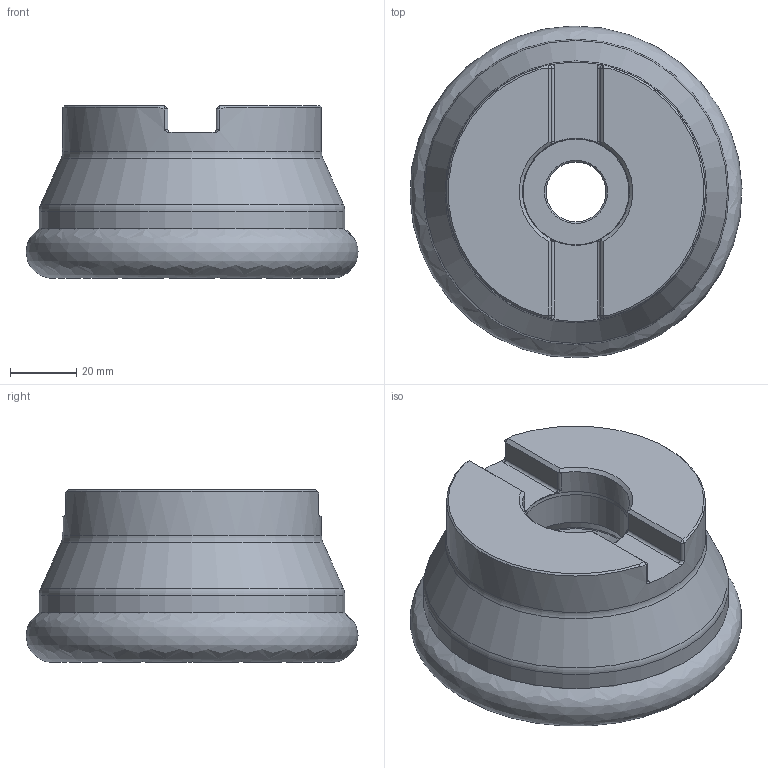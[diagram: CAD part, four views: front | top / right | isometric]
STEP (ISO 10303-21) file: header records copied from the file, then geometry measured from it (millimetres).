
FILE_DESCRIPTION(/* description */ (''),/* implementation_level */ '2;1');
FILE_NAME(/* name */ 'ax_step_export_ax_temp_1.stp',/* time_stamp */ '2019-12-13T07:52:04+01:00',/* author */ (''),/* organization */ (''),/* preprocessor_version */ 'ST-DEVELOPER v16.7',/* originating_system */ 'SIEMENS PLM Software NX 12.0',/* authorisation */ '');
FILE_SCHEMA (('AUTOMOTIVE_DESIGN { 1 0 10303 214 3 1 1 1 }'));
Length unit declared in the file: millimetre
Products named in the file (1): ax_temp_1
Bounding box: 99.95 x 99.95 x 52 mm (x, y, z)
Volume: 287350.3 mm3; surface area: 44097.6 mm2
Topology: 2 solids, 2 shells, 75 faces, 186 edges, 110 vertices
Faces by surface type: cylinder 24, plane 19, torus 16, cone 15, revolution 1
Full cylindrical faces by diameter (mm): 18 x1, 32.008 x1, 32.2 x1, 45.1 x1, 78 x1, 92 x1
Entity records: 2678 total; most frequent: CARTESIAN_POINT 530, DIRECTION 347, ORIENTED_EDGE 298, EDGE_CURVE 149, AXIS2_PLACEMENT_3D 149, VERTEX_POINT 100, EDGE_LOOP 98, PRESENTATION_STYLE_ASSIGNMENT 76
